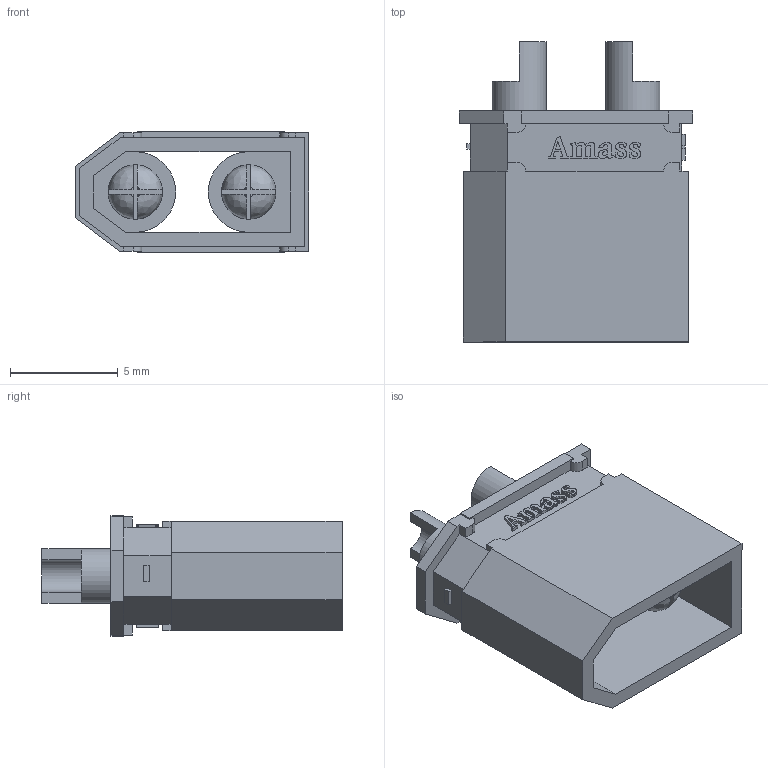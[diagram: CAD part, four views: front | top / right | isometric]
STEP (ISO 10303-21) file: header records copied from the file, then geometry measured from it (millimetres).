
FILE_DESCRIPTION(/* description */ (''),/* implementation_level */ '2;1');
FILE_NAME(/* name */ 'XT30U-M.step',/* time_stamp */ '2024-01-02T11:25:16-05:00',/* author */ (''),/* organization */ (''),/* preprocessor_version */ 'ST-DEVELOPER v20',/* originating_system */ 'Autodesk Translation Framework v12.14.0.127',/* authorisation */ '');
FILE_SCHEMA (('AUTOMOTIVE_DESIGN { 1 0 10303 214 3 1 1 }'));
Length unit declared in the file: millimetre
Products named in the file (1): XT30U-M
Bounding box: 10.87 x 13.96 x 5.62 mm (x, y, z)
Volume: 305.8 mm3; surface area: 912.8 mm2
Topology: 1 solids, 1 shells, 544 faces, 1567 edges, 1042 vertices
Faces by surface type: bspline 292, plane 228, cylinder 16, cone 8
Full cylindrical faces by diameter (mm): 1.53 x2, 2.53 x4
Entity records: 20491 total; most frequent: CARTESIAN_POINT 8186, ORIENTED_EDGE 3118, EDGE_CURVE 1559, DIRECTION 1545, VERTEX_POINT 1038, LINE 911, VECTOR 911, B_SPLINE_CURVE_WITH_KNOTS 584
